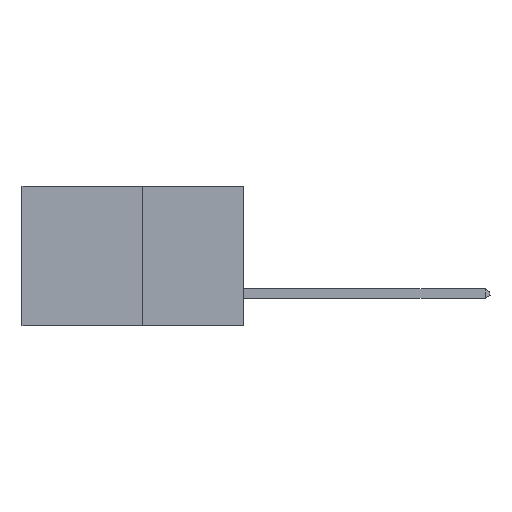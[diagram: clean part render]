
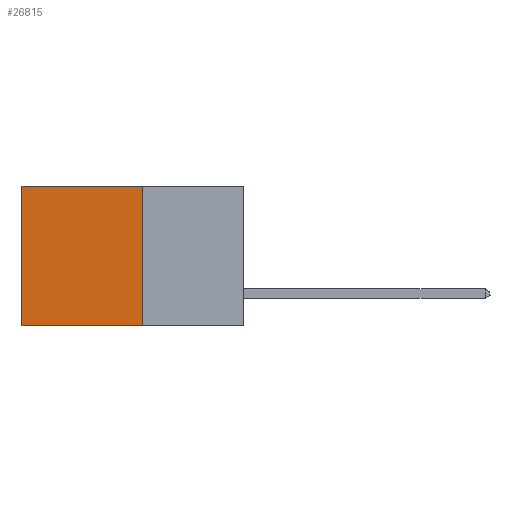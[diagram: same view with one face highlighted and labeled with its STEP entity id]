
A CAD part, left-side view. The second image highlights one B-rep face of the part: STEP entity #26815.
In plain terms, the highlighted planar face has unit normal (-1, 0, 0).
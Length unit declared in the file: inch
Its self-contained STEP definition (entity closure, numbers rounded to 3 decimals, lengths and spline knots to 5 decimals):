
#189 = CARTESIAN_POINT ( 'NONE',  ( 0.277, 0.27, 0. ) ) ;
#1506 = DIRECTION ( 'NONE',  ( 1., 0., 0. ) ) ;
#1711 = VERTEX_POINT ( 'NONE', #25317 ) ;
#2382 = CARTESIAN_POINT ( 'NONE',  ( 0.277, 0.59, -0.37 ) ) ;
#5050 = EDGE_CURVE ( 'NONE', #10992, #23235, #24406, .T. ) ;
#5679 = ORIENTED_EDGE ( 'NONE', *, *, #5050, .T. ) ;
#6471 = FACE_OUTER_BOUND ( 'NONE', #8355, .T. ) ;
#6482 = EDGE_CURVE ( 'NONE', #1711, #23235, #14135, .T. ) ;
#7158 = ORIENTED_EDGE ( 'NONE', *, *, #6482, .F. ) ;
#7350 = CARTESIAN_POINT ( 'NONE',  ( 0.277, 0.27, -0.37 ) ) ;
#7579 = VECTOR ( 'NONE', #27519, 39.37008 ) ;
#8355 = EDGE_LOOP ( 'NONE', ( #5679, #7158, #17755, #28995 ) ) ;
#9511 = VECTOR ( 'NONE', #16020, 39.37008 ) ;
#10453 = AXIS2_PLACEMENT_3D ( 'NONE', #28373, #1506, #17312 ) ;
#10992 = VERTEX_POINT ( 'NONE', #14738 ) ;
#12473 = VECTOR ( 'NONE', #20308, 39.37008 ) ;
#12738 = PLANE ( 'NONE',  #10453 ) ;
#13543 = LINE ( 'NONE', #7350, #7579 ) ;
#14135 = LINE ( 'NONE', #27413, #25356 ) ;
#14738 = CARTESIAN_POINT ( 'NONE',  ( 0.277, 0.59, 0. ) ) ;
#15551 = CARTESIAN_POINT ( 'NONE',  ( 0.277, 0.27, 0. ) ) ;
#16020 = DIRECTION ( 'NONE',  ( 0., 1., 0. ) ) ;
#17312 = DIRECTION ( 'NONE',  ( 0., 0., -1. ) ) ;
#17755 = ORIENTED_EDGE ( 'NONE', *, *, #26573, .F. ) ;
#20308 = DIRECTION ( 'NONE',  ( 0., 0., -1. ) ) ;
#22062 = CARTESIAN_POINT ( 'NONE',  ( 0.277, 0.59, -0.37 ) ) ;
#23080 = DIRECTION ( 'NONE',  ( 0., 1., 0. ) ) ;
#23235 = VERTEX_POINT ( 'NONE', #22062 ) ;
#24406 = LINE ( 'NONE', #2382, #12473 ) ;
#24655 = EDGE_CURVE ( 'NONE', #26335, #10992, #25968, .T. ) ;
#25317 = CARTESIAN_POINT ( 'NONE',  ( 0.277, 0.27, -0.37 ) ) ;
#25356 = VECTOR ( 'NONE', #23080, 39.37008 ) ;
#25968 = LINE ( 'NONE', #189, #9511 ) ;
#26335 = VERTEX_POINT ( 'NONE', #15551 ) ;
#26573 = EDGE_CURVE ( 'NONE', #26335, #1711, #13543, .T. ) ;
#26815 = ADVANCED_FACE ( 'NONE', ( #6471 ), #12738, .F. ) ;
#27413 = CARTESIAN_POINT ( 'NONE',  ( 0.277, 0.27, -0.37 ) ) ;
#27519 = DIRECTION ( 'NONE',  ( 0., 0., -1. ) ) ;
#28373 = CARTESIAN_POINT ( 'NONE',  ( 0.277, 0.27, -0.37 ) ) ;
#28995 = ORIENTED_EDGE ( 'NONE', *, *, #24655, .T. ) ;
